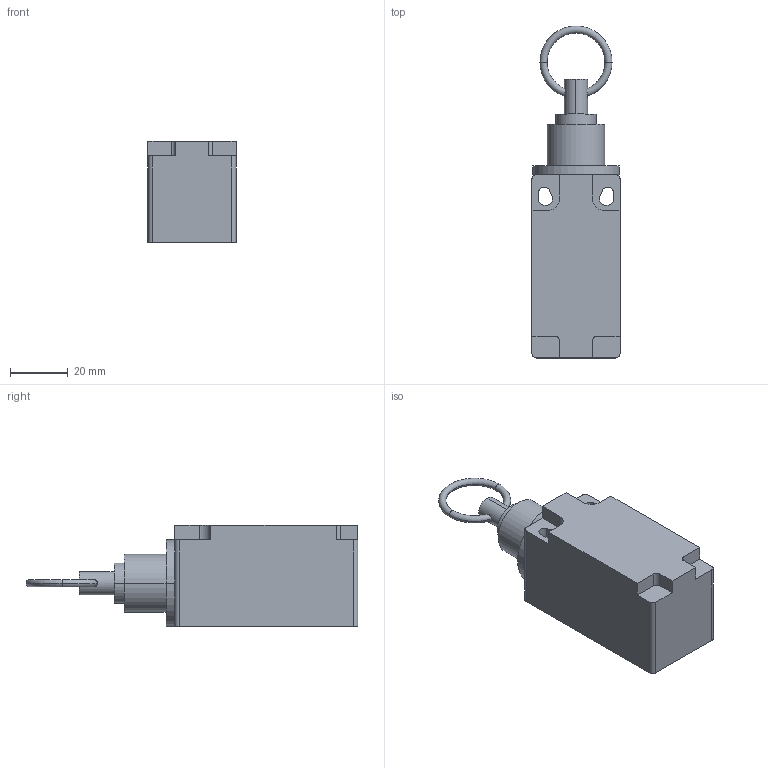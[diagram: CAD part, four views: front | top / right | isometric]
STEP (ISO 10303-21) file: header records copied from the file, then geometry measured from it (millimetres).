
FILE_DESCRIPTION((''),'2;1');
FILE_NAME('3d_RS31310.stp','2012-10-03T08:30:28',(''),(''),'Mechanical Desktop 2011','Mechanical Desktop 2011',', , ');
FILE_SCHEMA(('CONFIG_CONTROL_DESIGN'));
Length unit declared in the file: millimetre
Products named in the file (1): Product
Bounding box: 30.5 x 115 x 35 mm (x, y, z)
Volume: 72464.3 mm3; surface area: 16058.2 mm2
Topology: 6 solids, 6 shells, 58 faces, 166 edges, 142 vertices
Faces by surface type: plane 32, cylinder 22, torus 4
Entity records: 2018 total; most frequent: CARTESIAN_POINT 409, DIRECTION 330, ORIENTED_EDGE 280, EDGE_CURVE 140, VECTOR 112, LINE 112, AXIS2_PLACEMENT_3D 109, VERTEX_POINT 92
